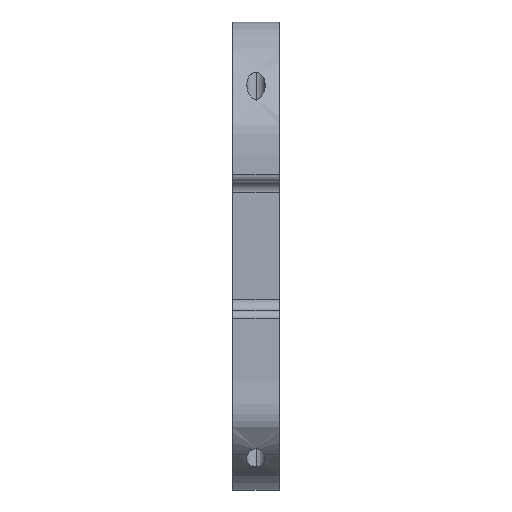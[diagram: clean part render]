
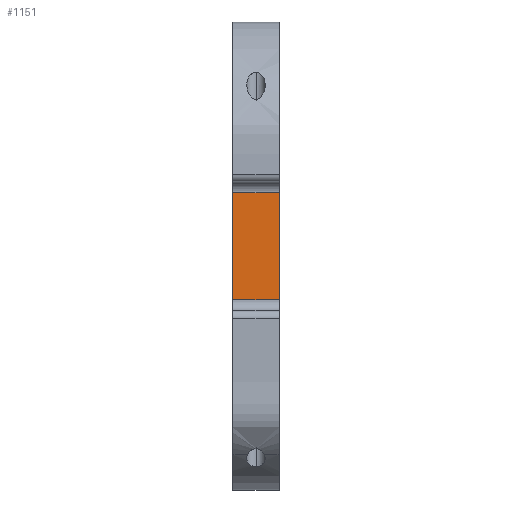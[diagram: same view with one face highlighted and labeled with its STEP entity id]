
A CAD part, left-side view. The second image highlights one B-rep face of the part: STEP entity #1151.
In plain terms, the highlighted planar face has unit normal (-1, 0, 0).
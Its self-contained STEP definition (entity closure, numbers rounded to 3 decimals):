
#70 = LINE ( 'NONE', #2180, #1547 ) ;
#225 = VERTEX_POINT ( 'NONE', #2141 ) ;
#343 = DIRECTION ( 'NONE',  ( 0., 1., 0. ) ) ;
#358 = DIRECTION ( 'NONE',  ( 0., 1., 0. ) ) ;
#580 = CARTESIAN_POINT ( 'NONE',  ( -34., -12.5, 34. ) ) ;
#664 = DIRECTION ( 'NONE',  ( 0., 0., -1. ) ) ;
#1151 = ADVANCED_FACE ( 'NONE', ( #2364 ), #2741, .F. ) ;
#1395 = EDGE_LOOP ( 'NONE', ( #4130, #3592, #3586, #2567 ) ) ;
#1457 = DIRECTION ( 'NONE',  ( 1., 0., 0. ) ) ;
#1483 = DIRECTION ( 'NONE',  ( 0., 0., -1. ) ) ;
#1547 = VECTOR ( 'NONE', #1483, 1000. ) ;
#1598 = LINE ( 'NONE', #1965, #3323 ) ;
#1822 = VERTEX_POINT ( 'NONE', #580 ) ;
#1965 = CARTESIAN_POINT ( 'NONE',  ( -34., 12.5, -24. ) ) ;
#2009 = CARTESIAN_POINT ( 'NONE',  ( -34., -12.5, -24. ) ) ;
#2109 = EDGE_CURVE ( 'NONE', #225, #3837, #1598, .T. ) ;
#2131 = EDGE_CURVE ( 'NONE', #1822, #225, #3245, .T. ) ;
#2141 = CARTESIAN_POINT ( 'NONE',  ( -34., 12.5, 34. ) ) ;
#2178 = VERTEX_POINT ( 'NONE', #2009 ) ;
#2180 = CARTESIAN_POINT ( 'NONE',  ( -34., -12.5, -24. ) ) ;
#2364 = FACE_OUTER_BOUND ( 'NONE', #1395, .T. ) ;
#2567 = ORIENTED_EDGE ( 'NONE', *, *, #2109, .T. ) ;
#2741 = PLANE ( 'NONE',  #3589 ) ;
#2760 = DIRECTION ( 'NONE',  ( 0., 0., -1. ) ) ;
#3054 = VECTOR ( 'NONE', #358, 1000. ) ;
#3070 = CARTESIAN_POINT ( 'NONE',  ( -34., 12.5, -24. ) ) ;
#3245 = LINE ( 'NONE', #3591, #3514 ) ;
#3284 = CARTESIAN_POINT ( 'NONE',  ( -34., -12.5, -24. ) ) ;
#3323 = VECTOR ( 'NONE', #664, 1000. ) ;
#3415 = EDGE_CURVE ( 'NONE', #2178, #3837, #3912, .T. ) ;
#3514 = VECTOR ( 'NONE', #343, 1000. ) ;
#3586 = ORIENTED_EDGE ( 'NONE', *, *, #2131, .T. ) ;
#3589 = AXIS2_PLACEMENT_3D ( 'NONE', #4053, #1457, #2760 ) ;
#3591 = CARTESIAN_POINT ( 'NONE',  ( -34., -12.5, 34. ) ) ;
#3592 = ORIENTED_EDGE ( 'NONE', *, *, #3927, .F. ) ;
#3837 = VERTEX_POINT ( 'NONE', #3070 ) ;
#3912 = LINE ( 'NONE', #3284, #3054 ) ;
#3927 = EDGE_CURVE ( 'NONE', #1822, #2178, #70, .T. ) ;
#4053 = CARTESIAN_POINT ( 'NONE',  ( -34., -12.5, 0. ) ) ;
#4130 = ORIENTED_EDGE ( 'NONE', *, *, #3415, .F. ) ;
